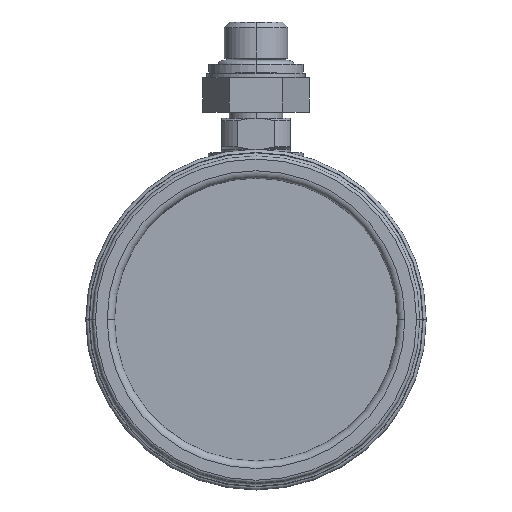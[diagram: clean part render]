
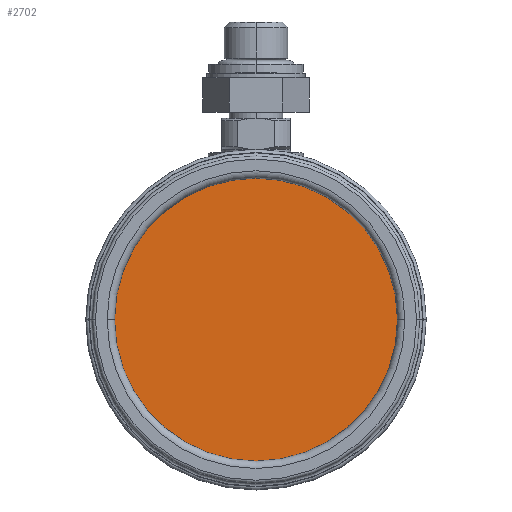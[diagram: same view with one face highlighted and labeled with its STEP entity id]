
A CAD part, top view. The second image highlights one B-rep face of the part: STEP entity #2702.
In plain terms, the highlighted planar face has unit normal (0, 0, 1).
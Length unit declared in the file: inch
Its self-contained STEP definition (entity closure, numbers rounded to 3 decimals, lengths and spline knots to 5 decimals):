
#1292=CARTESIAN_POINT('',(0.,0.,1.225));
#1293=DIRECTION('',(0.,0.,1.));
#1294=DIRECTION('',(-1.,0.,0.));
#1295=AXIS2_PLACEMENT_3D('',#1292,#1293,#1294);
#1300=CARTESIAN_POINT('',(0.,0.,1.225));
#1301=DIRECTION('',(0.,0.,1.));
#1302=DIRECTION('',(1.,0.,0.));
#1303=AXIS2_PLACEMENT_3D('',#1300,#1301,#1302);
#1473=CARTESIAN_POINT('',(-1.145,0.,1.225));
#1474=CARTESIAN_POINT('',(1.145,0.,1.225));
#1475=VERTEX_POINT('',#1473);
#1476=VERTEX_POINT('',#1474);
#2693=CARTESIAN_POINT('',(0.,0.,1.225));
#2694=DIRECTION('',(0.,0.,1.));
#2695=DIRECTION('',(-1.,0.,0.));
#2696=AXIS2_PLACEMENT_3D('',#2693,#2694,#2695);
#2697=PLANE('',#2696);
#2698=ORIENTED_EDGE('',*,*,#2687,.F.);
#2699=ORIENTED_EDGE('',*,*,#2673,.F.);
#2700=EDGE_LOOP('',(#2698,#2699));
#2701=FACE_OUTER_BOUND('',#2700,.F.);
#2702=ADVANCED_FACE('',(#2701),#2697,.T.);
#1296=CIRCLE('',#1295,1.145);
#1304=CIRCLE('',#1303,1.145);
#2673=EDGE_CURVE('',#1476,#1475,#1304,.T.);
#2687=EDGE_CURVE('',#1475,#1476,#1296,.T.);
